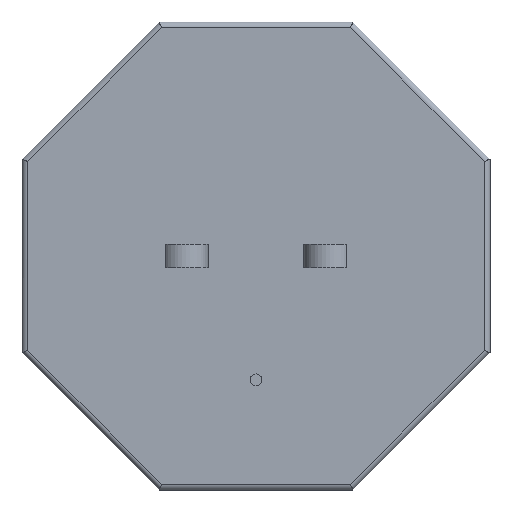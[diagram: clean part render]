
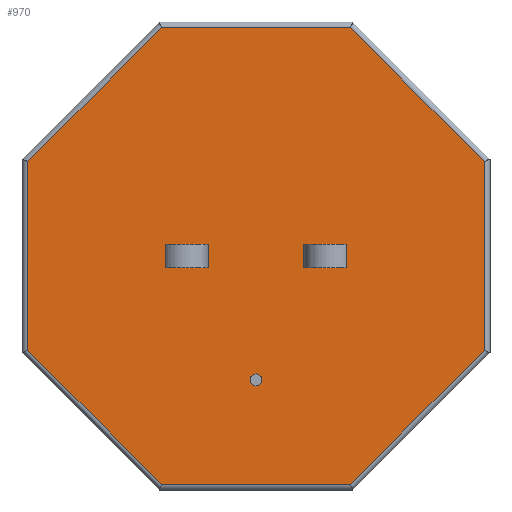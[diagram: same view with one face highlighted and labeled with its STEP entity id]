
A CAD part, front view. The second image highlights one B-rep face of the part: STEP entity #970.
In plain terms, the highlighted planar face has unit normal (0, -1, 0).
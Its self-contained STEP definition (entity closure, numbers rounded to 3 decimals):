
#33=FACE_BOUND('',#156,.T.);
#34=FACE_BOUND('',#157,.T.);
#35=FACE_BOUND('',#158,.T.);
#49=PLANE('',#1065);
#95=FACE_OUTER_BOUND('',#155,.T.);
#155=EDGE_LOOP('',(#728,#729,#730,#731,#732,#733,#734,#735));
#156=EDGE_LOOP('',(#736));
#157=EDGE_LOOP('',(#737,#738,#739,#740));
#158=EDGE_LOOP('',(#741,#742,#743,#744));
#205=LINE('',#1413,#316);
#209=LINE('',#1422,#320);
#212=LINE('',#1429,#323);
#214=LINE('',#1437,#325);
#215=LINE('',#1443,#326);
#217=LINE('',#1451,#328);
#220=LINE('',#1459,#331);
#222=LINE('',#1465,#333);
#224=LINE('',#1471,#335);
#225=LINE('',#1475,#336);
#228=LINE('',#1483,#339);
#230=LINE('',#1487,#341);
#240=LINE('',#1508,#351);
#241=LINE('',#1509,#352);
#242=LINE('',#1511,#353);
#243=LINE('',#1512,#354);
#316=VECTOR('',#1132,10.);
#320=VECTOR('',#1138,10.);
#323=VECTOR('',#1145,10.);
#325=VECTOR('',#1153,10.);
#326=VECTOR('',#1158,10.);
#328=VECTOR('',#1166,10.);
#331=VECTOR('',#1173,10.);
#333=VECTOR('',#1179,10.);
#335=VECTOR('',#1185,10.);
#336=VECTOR('',#1190,10.);
#339=VECTOR('',#1197,10.);
#341=VECTOR('',#1203,10.);
#351=VECTOR('',#1223,10.);
#352=VECTOR('',#1224,10.);
#353=VECTOR('',#1225,10.);
#354=VECTOR('',#1226,10.);
#424=CIRCLE('',#1034,1.25);
#434=VERTEX_POINT('',#1400);
#438=VERTEX_POINT('',#1410);
#439=VERTEX_POINT('',#1412);
#442=VERTEX_POINT('',#1419);
#443=VERTEX_POINT('',#1421);
#445=VERTEX_POINT('',#1427);
#448=VERTEX_POINT('',#1435);
#450=VERTEX_POINT('',#1441);
#451=VERTEX_POINT('',#1442);
#454=VERTEX_POINT('',#1450);
#457=VERTEX_POINT('',#1458);
#459=VERTEX_POINT('',#1464);
#461=VERTEX_POINT('',#1470);
#462=VERTEX_POINT('',#1474);
#465=VERTEX_POINT('',#1482);
#471=VERTEX_POINT('',#1507);
#472=VERTEX_POINT('',#1510);
#520=EDGE_CURVE('',#434,#434,#424,.T.);
#525=EDGE_CURVE('',#439,#438,#205,.T.);
#529=EDGE_CURVE('',#443,#442,#209,.T.);
#533=EDGE_CURVE('',#438,#445,#212,.T.);
#537=EDGE_CURVE('',#442,#448,#214,.T.);
#539=EDGE_CURVE('',#450,#451,#215,.T.);
#543=EDGE_CURVE('',#451,#454,#217,.T.);
#547=EDGE_CURVE('',#454,#457,#220,.T.);
#550=EDGE_CURVE('',#457,#459,#222,.T.);
#553=EDGE_CURVE('',#459,#461,#224,.T.);
#555=EDGE_CURVE('',#462,#450,#225,.T.);
#559=EDGE_CURVE('',#461,#465,#228,.T.);
#562=EDGE_CURVE('',#465,#462,#230,.T.);
#572=EDGE_CURVE('',#445,#471,#240,.T.);
#573=EDGE_CURVE('',#471,#439,#241,.T.);
#574=EDGE_CURVE('',#448,#472,#242,.T.);
#575=EDGE_CURVE('',#472,#443,#243,.T.);
#728=ORIENTED_EDGE('',*,*,#539,.F.);
#729=ORIENTED_EDGE('',*,*,#555,.F.);
#730=ORIENTED_EDGE('',*,*,#562,.F.);
#731=ORIENTED_EDGE('',*,*,#559,.F.);
#732=ORIENTED_EDGE('',*,*,#553,.F.);
#733=ORIENTED_EDGE('',*,*,#550,.F.);
#734=ORIENTED_EDGE('',*,*,#547,.F.);
#735=ORIENTED_EDGE('',*,*,#543,.F.);
#736=ORIENTED_EDGE('',*,*,#520,.T.);
#737=ORIENTED_EDGE('',*,*,#572,.T.);
#738=ORIENTED_EDGE('',*,*,#573,.T.);
#739=ORIENTED_EDGE('',*,*,#525,.T.);
#740=ORIENTED_EDGE('',*,*,#533,.T.);
#741=ORIENTED_EDGE('',*,*,#537,.T.);
#742=ORIENTED_EDGE('',*,*,#574,.T.);
#743=ORIENTED_EDGE('',*,*,#575,.T.);
#744=ORIENTED_EDGE('',*,*,#529,.T.);
#970=ADVANCED_FACE('',(#95,#33,#34,#35),#49,.F.);
#1034=AXIS2_PLACEMENT_3D('',#1401,#1121,#1122);
#1065=AXIS2_PLACEMENT_3D('',#1506,#1221,#1222);
#1121=DIRECTION('center_axis',(0.,1.,0.));
#1122=DIRECTION('ref_axis',(1.,0.,0.));
#1132=DIRECTION('',(0.,0.,-1.));
#1138=DIRECTION('',(0.,0.,1.));
#1145=DIRECTION('',(-1.,0.,0.));
#1153=DIRECTION('',(1.,0.,0.));
#1158=DIRECTION('',(0.707,0.,0.707));
#1166=DIRECTION('',(1.,0.,0.));
#1173=DIRECTION('',(0.707,0.,-0.707));
#1179=DIRECTION('',(0.,0.,-1.));
#1185=DIRECTION('',(-0.707,0.,-0.707));
#1190=DIRECTION('',(0.,0.,1.));
#1197=DIRECTION('',(-1.,0.,0.));
#1203=DIRECTION('',(-0.707,0.,0.707));
#1221=DIRECTION('center_axis',(0.,1.,0.));
#1222=DIRECTION('ref_axis',(0.,0.,1.));
#1223=DIRECTION('',(0.,0.,1.));
#1224=DIRECTION('',(1.,0.,0.));
#1225=DIRECTION('',(0.,0.,-1.));
#1226=DIRECTION('',(-1.,0.,0.));
#1400=CARTESIAN_POINT('',(-1.25,0.,-26.));
#1401=CARTESIAN_POINT('Origin',(0.,0.,-26.));
#1410=CARTESIAN_POINT('',(19.,0.,-2.5));
#1412=CARTESIAN_POINT('',(19.,0.,2.5));
#1413=CARTESIAN_POINT('',(19.,0.,2.5));
#1419=CARTESIAN_POINT('',(-19.,0.,2.5));
#1421=CARTESIAN_POINT('',(-19.,0.,-2.5));
#1422=CARTESIAN_POINT('',(-19.,0.,-2.5));
#1427=CARTESIAN_POINT('',(10.,0.,-2.5));
#1429=CARTESIAN_POINT('',(5.,0.,-2.5));
#1435=CARTESIAN_POINT('',(-10.,0.,2.5));
#1437=CARTESIAN_POINT('',(-5.,0.,2.5));
#1441=CARTESIAN_POINT('',(-47.892,0.,19.837));
#1442=CARTESIAN_POINT('',(-19.837,0.,47.892));
#1443=CARTESIAN_POINT('',(-41.054,0.,26.675));
#1450=CARTESIAN_POINT('',(19.837,0.,47.892));
#1451=CARTESIAN_POINT('',(-10.167,0.,47.892));
#1458=CARTESIAN_POINT('',(47.892,0.,19.837));
#1459=CARTESIAN_POINT('',(26.675,0.,41.054));
#1464=CARTESIAN_POINT('',(47.892,0.,-19.837));
#1465=CARTESIAN_POINT('',(47.892,0.,10.167));
#1470=CARTESIAN_POINT('',(19.837,0.,-47.892));
#1471=CARTESIAN_POINT('',(41.054,0.,-26.675));
#1474=CARTESIAN_POINT('',(-47.892,0.,-19.837));
#1475=CARTESIAN_POINT('',(-47.892,0.,-10.167));
#1482=CARTESIAN_POINT('',(-19.837,0.,-47.892));
#1483=CARTESIAN_POINT('',(10.167,0.,-47.892));
#1487=CARTESIAN_POINT('',(-26.675,0.,-41.054));
#1506=CARTESIAN_POINT('Origin',(0.,0.,0.));
#1507=CARTESIAN_POINT('',(10.,0.,2.5));
#1508=CARTESIAN_POINT('',(10.,0.,1.25));
#1509=CARTESIAN_POINT('',(10.,0.,2.5));
#1510=CARTESIAN_POINT('',(-10.,0.,-2.5));
#1511=CARTESIAN_POINT('',(-10.,0.,-1.25));
#1512=CARTESIAN_POINT('',(-10.,0.,-2.5));
